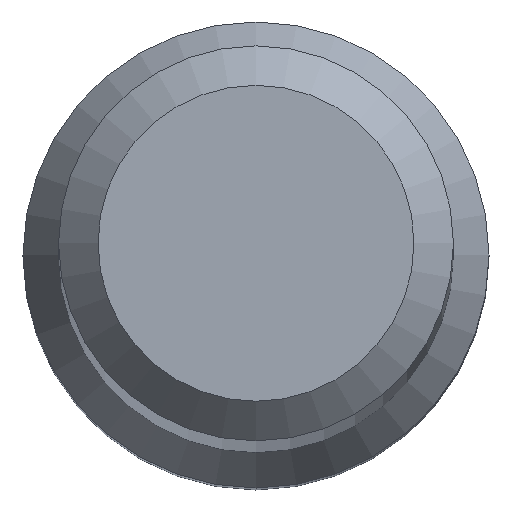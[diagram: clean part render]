
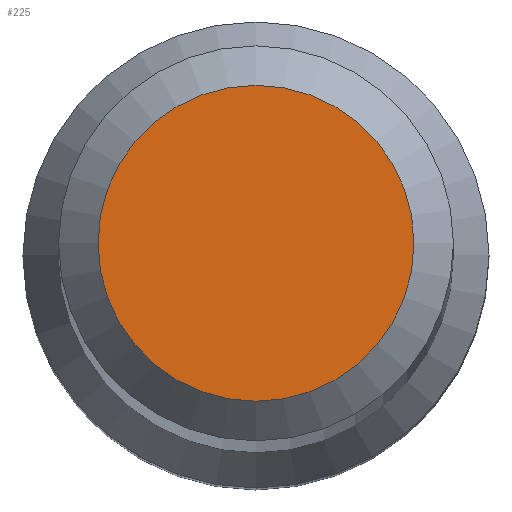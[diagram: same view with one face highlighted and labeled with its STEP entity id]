
A CAD part, top view. The second image highlights one B-rep face of the part: STEP entity #225.
In plain terms, the highlighted planar face has unit normal (0, 0, 1).
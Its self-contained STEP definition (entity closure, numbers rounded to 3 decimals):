
#26 = ORIENTED_EDGE ( 'NONE', *, *, #167, .F. ) ;
#27 = DIRECTION ( 'NONE',  ( 0., 0., -1. ) ) ;
#29 = VERTEX_POINT ( 'NONE', #67 ) ;
#42 = CIRCLE ( 'NONE', #164, 1.6 ) ;
#46 = CARTESIAN_POINT ( 'NONE',  ( 0., 0., 80. ) ) ;
#52 = DIRECTION ( 'NONE',  ( 0., 0., -1. ) ) ;
#53 = AXIS2_PLACEMENT_3D ( 'NONE', #121, #52, #140 ) ;
#67 = CARTESIAN_POINT ( 'NONE',  ( 0., 1.6, 80. ) ) ;
#71 = FACE_OUTER_BOUND ( 'NONE', #176, .T. ) ;
#85 = PLANE ( 'NONE',  #53 ) ;
#102 = DIRECTION ( 'NONE',  ( 0., 1., 0. ) ) ;
#121 = CARTESIAN_POINT ( 'NONE',  ( 0., 0., 80. ) ) ;
#140 = DIRECTION ( 'NONE',  ( 0., 1., 0. ) ) ;
#164 = AXIS2_PLACEMENT_3D ( 'NONE', #46, #27, #102 ) ;
#167 = EDGE_CURVE ( 'NONE', #29, #29, #42, .T. ) ;
#176 = EDGE_LOOP ( 'NONE', ( #26 ) ) ;
#225 = ADVANCED_FACE ( 'NONE', ( #71 ), #85, .F. ) ;
